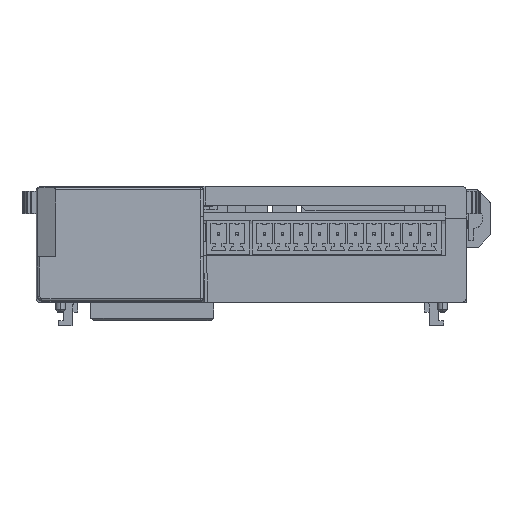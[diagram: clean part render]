
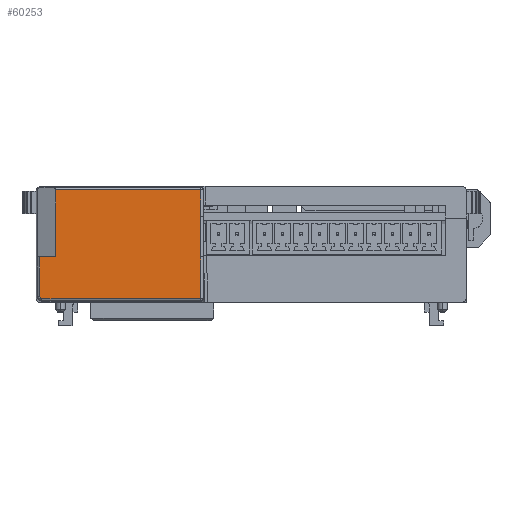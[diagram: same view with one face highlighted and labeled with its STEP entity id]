
A CAD part, top view. The second image highlights one B-rep face of the part: STEP entity #60253.
In plain terms, the highlighted planar face has unit normal (0, 0.009, 1).
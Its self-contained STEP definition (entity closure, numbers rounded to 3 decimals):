
#40025=CARTESIAN_POINT('',(-10.559,27.344,36.964));
#40026=VERTEX_POINT('',#40025);
#40027=CARTESIAN_POINT('',(-10.559,18.661,37.04));
#40028=VERTEX_POINT('',#40027);
#40029=CARTESIAN_POINT('',(-10.559,27.344,36.964));
#40030=DIRECTION('',(0.,-1.,0.009));
#40031=VECTOR('',#40030,8.683);
#40032=LINE('',#40029,#40031);
#40033=EDGE_CURVE('',#40026,#40028,#40032,.T.);
#40043=CARTESIAN_POINT('',(-10.539,27.344,36.964));
#40044=VERTEX_POINT('',#40043);
#40052=CARTESIAN_POINT('',(-10.539,27.344,36.964));
#40053=CARTESIAN_POINT('',(-10.542,27.344,36.964));
#40054=CARTESIAN_POINT('',(-10.546,27.344,36.965));
#40055=CARTESIAN_POINT('',(-10.553,27.344,36.964));
#40056=CARTESIAN_POINT('',(-10.557,27.344,36.964));
#40057=CARTESIAN_POINT('',(-10.559,27.344,36.964));
#40058=B_SPLINE_CURVE_WITH_KNOTS('',3,(#40052,#40053,#40054,#40055,#40056,#40057),.UNSPECIFIED.,.F.,.U.,(4,1,1,4),(0.,0.333,0.667,1.),.UNSPECIFIED.);
#40059=EDGE_CURVE('',#40044,#40026,#40058,.T.);
#51685=CARTESIAN_POINT('',(-43.689,18.661,37.04));
#51686=VERTEX_POINT('',#51685);
#51687=CARTESIAN_POINT('',(-10.559,18.661,37.04));
#51688=DIRECTION('',(-1.,0.,0.));
#51689=VECTOR('',#51688,33.13);
#51690=LINE('',#51687,#51689);
#51691=EDGE_CURVE('',#40028,#51686,#51690,.T.);
#51721=CARTESIAN_POINT('',(-44.106,19.078,37.037));
#51722=VERTEX_POINT('',#51721);
#51732=CARTESIAN_POINT('',(-43.689,19.078,37.037));
#51733=DIRECTION('',(0.,-1.,0.009));
#51734=DIRECTION('',(0.,-0.009,-1.));
#51735=AXIS2_PLACEMENT_3D('',#51732,#51734,#51733);
#51736=CIRCLE('',#51735,0.416);
#51737=EDGE_CURVE('',#51686,#51722,#51736,.T.);
#51810=CARTESIAN_POINT('',(-44.106,27.384,36.964));
#51811=VERTEX_POINT('',#51810);
#51821=CARTESIAN_POINT('',(-44.106,19.078,37.037));
#51822=DIRECTION('',(0.,1.,-0.009));
#51823=VECTOR('',#51822,8.307);
#51824=LINE('',#51821,#51823);
#51825=EDGE_CURVE('',#51722,#51811,#51824,.T.);
#51837=CARTESIAN_POINT('',(-40.826,27.384,36.964));
#51838=VERTEX_POINT('',#51837);
#51839=CARTESIAN_POINT('',(-44.106,27.384,36.964));
#51840=DIRECTION('',(1.,0.,0.));
#51841=VECTOR('',#51840,3.279);
#51842=LINE('',#51839,#51841);
#51843=EDGE_CURVE('',#51811,#51838,#51842,.T.);
#51859=CARTESIAN_POINT('',(-40.826,41.347,36.842));
#51860=VERTEX_POINT('',#51859);
#51884=CARTESIAN_POINT('',(-40.826,27.384,36.964));
#51885=DIRECTION('',(0.,1.,-0.009));
#51886=VECTOR('',#51885,13.963);
#51887=LINE('',#51884,#51886);
#51888=EDGE_CURVE('',#51838,#51860,#51887,.T.);
#60206=CARTESIAN_POINT('',(-27.332,30.004,36.941));
#60207=DIRECTION('',(0.,-1.,0.009));
#60208=DIRECTION('',(-0.,0.009,1.));
#60209=AXIS2_PLACEMENT_3D('',#60206,#60208,#60207);
#60210=PLANE('',#60209);
#60211=CARTESIAN_POINT('',(-10.539,35.824,36.89));
#60212=VERTEX_POINT('',#60211);
#60213=CARTESIAN_POINT('',(-10.559,35.824,36.89));
#60214=VERTEX_POINT('',#60213);
#60215=CARTESIAN_POINT('',(-10.539,35.824,36.89));
#60216=CARTESIAN_POINT('',(-10.542,35.824,36.89));
#60217=CARTESIAN_POINT('',(-10.546,35.824,36.891));
#60218=CARTESIAN_POINT('',(-10.553,35.824,36.89));
#60219=CARTESIAN_POINT('',(-10.557,35.824,36.89));
#60220=CARTESIAN_POINT('',(-10.559,35.824,36.89));
#60221=B_SPLINE_CURVE_WITH_KNOTS('',3,(#60215,#60216,#60217,#60218,#60219,#60220),.UNSPECIFIED.,.F.,.U.,(4,1,1,4),(0.,0.333,0.667,1.),.UNSPECIFIED.);
#60222=EDGE_CURVE('',#60212,#60214,#60221,.T.);
#60223=ORIENTED_EDGE('',*,*,#60222,.T.);
#60224=CARTESIAN_POINT('',(-10.559,41.347,36.842));
#60225=VERTEX_POINT('',#60224);
#60226=CARTESIAN_POINT('',(-10.559,35.824,36.89));
#60227=DIRECTION('',(0.,1.,-0.009));
#60228=VECTOR('',#60227,5.523);
#60229=LINE('',#60226,#60228);
#60230=EDGE_CURVE('',#60214,#60225,#60229,.T.);
#60231=ORIENTED_EDGE('',*,*,#60230,.T.);
#60232=CARTESIAN_POINT('',(-10.559,41.347,36.842));
#60233=DIRECTION('',(-1.,0.,0.));
#60234=VECTOR('',#60233,30.267);
#60235=LINE('',#60232,#60234);
#60236=EDGE_CURVE('',#60225,#51860,#60235,.T.);
#60237=ORIENTED_EDGE('',*,*,#60236,.T.);
#60238=ORIENTED_EDGE('',*,*,#51888,.F.);
#60239=ORIENTED_EDGE('',*,*,#51843,.F.);
#60240=ORIENTED_EDGE('',*,*,#51825,.F.);
#60241=ORIENTED_EDGE('',*,*,#51737,.F.);
#60242=ORIENTED_EDGE('',*,*,#51691,.F.);
#60243=ORIENTED_EDGE('',*,*,#40033,.F.);
#60244=ORIENTED_EDGE('',*,*,#40059,.F.);
#60245=CARTESIAN_POINT('',(-10.539,27.344,36.964));
#60246=DIRECTION('',(0.,1.,-0.009));
#60247=VECTOR('',#60246,8.48);
#60248=LINE('',#60245,#60247);
#60249=EDGE_CURVE('',#40044,#60212,#60248,.T.);
#60250=ORIENTED_EDGE('',*,*,#60249,.T.);
#60251=EDGE_LOOP('',(#60223,#60231,#60237,#60238,#60239,#60240,#60241,#60242,#60243,#60244,#60250));
#60252=FACE_OUTER_BOUND('',#60251,.T.);
#60253=ADVANCED_FACE('',(#60252),#60210,.T.);
